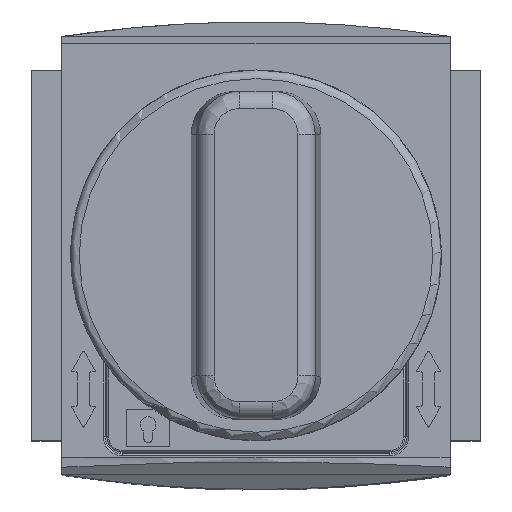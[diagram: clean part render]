
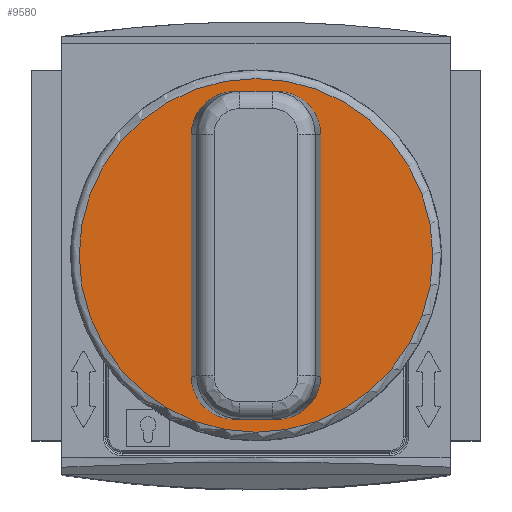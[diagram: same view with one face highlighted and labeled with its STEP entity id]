
A CAD part, top view. The second image highlights one B-rep face of the part: STEP entity #9580.
In plain terms, the highlighted planar face has unit normal (0, 0, 1).
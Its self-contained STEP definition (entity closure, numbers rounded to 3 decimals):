
#9414=CARTESIAN_POINT('',(0.,20.5,40.6));
#9415=VERTEX_POINT('',#9414);
#9416=CARTESIAN_POINT('',(0.,0.,40.6));
#9417=DIRECTION('',(0.0,0.0,-1.0));
#9418=DIRECTION('',(0.0,-1.0,0.0));
#9419=AXIS2_PLACEMENT_3D('',#9416,#9417,#9418);
#9420=CIRCLE('',#9419,20.5);
#9421=EDGE_CURVE('',#9415,#9415,#9420,.T.);
#9502=CARTESIAN_POINT('',(0.,0.,40.6));
#9503=DIRECTION('',(0.0,0.0,-1.0));
#9504=DIRECTION('',(0.0,-1.0,0.0));
#9505=AXIS2_PLACEMENT_3D('',#9502,#9503,#9504);
#9506=PLANE('',#9505);
#9507=ORIENTED_EDGE('',*,*,#9421,.F.);
#9508=EDGE_LOOP('',(#9507));
#9509=FACE_OUTER_BOUND('',#9508,.T.);
#9510=CARTESIAN_POINT('',(2.493,-19.,40.6));
#9511=VERTEX_POINT('',#9510);
#9512=CARTESIAN_POINT('',(-2.493,-19.,40.6));
#9513=VERTEX_POINT('',#9512);
#9514=CARTESIAN_POINT('',(2.493,-19.,40.6));
#9515=DIRECTION('',(-1.0,0.0,0.0));
#9516=VECTOR('',#9515,4.986);
#9517=LINE('',#9514,#9516);
#9518=EDGE_CURVE('',#9511,#9513,#9517,.T.);
#9519=ORIENTED_EDGE('',*,*,#9518,.T.);
#9520=CARTESIAN_POINT('',(-7.5,-14.,40.6));
#9521=VERTEX_POINT('',#9520);
#9522=CARTESIAN_POINT('',(-2.493,-14.,40.6));
#9523=DIRECTION('',(0.0,0.0,-1.0));
#9524=DIRECTION('',(-1.0,0.0,0.0));
#9525=AXIS2_PLACEMENT_3D('',#9522,#9523,#9524);
#9526=ELLIPSE('',#9525,5.007,5.0);
#9527=EDGE_CURVE('',#9521,#9513,#9526,.F.);
#9528=ORIENTED_EDGE('',*,*,#9527,.F.);
#9529=CARTESIAN_POINT('',(-7.5,14.,40.6));
#9530=VERTEX_POINT('',#9529);
#9531=CARTESIAN_POINT('',(-7.5,-14.,40.6));
#9532=DIRECTION('',(0.0,1.0,0.0));
#9533=VECTOR('',#9532,28.);
#9534=LINE('',#9531,#9533);
#9535=EDGE_CURVE('',#9521,#9530,#9534,.T.);
#9536=ORIENTED_EDGE('',*,*,#9535,.T.);
#9537=CARTESIAN_POINT('',(-2.493,19.,40.6));
#9538=VERTEX_POINT('',#9537);
#9539=CARTESIAN_POINT('',(-2.493,14.,40.6));
#9540=DIRECTION('',(0.0,0.0,-1.0));
#9541=DIRECTION('',(-1.0,0.0,0.0));
#9542=AXIS2_PLACEMENT_3D('',#9539,#9540,#9541);
#9543=ELLIPSE('',#9542,5.007,5.0);
#9544=EDGE_CURVE('',#9538,#9530,#9543,.F.);
#9545=ORIENTED_EDGE('',*,*,#9544,.F.);
#9546=CARTESIAN_POINT('',(2.493,19.,40.6));
#9547=VERTEX_POINT('',#9546);
#9548=CARTESIAN_POINT('',(-2.493,19.,40.6));
#9549=DIRECTION('',(1.0,0.0,0.0));
#9550=VECTOR('',#9549,4.986);
#9551=LINE('',#9548,#9550);
#9552=EDGE_CURVE('',#9538,#9547,#9551,.T.);
#9553=ORIENTED_EDGE('',*,*,#9552,.T.);
#9554=CARTESIAN_POINT('',(7.5,14.,40.6));
#9555=VERTEX_POINT('',#9554);
#9556=CARTESIAN_POINT('',(2.493,14.,40.6));
#9557=DIRECTION('',(0.0,0.0,-1.0));
#9558=DIRECTION('',(1.0,0.0,0.0));
#9559=AXIS2_PLACEMENT_3D('',#9556,#9557,#9558);
#9560=ELLIPSE('',#9559,5.007,5.0);
#9561=EDGE_CURVE('',#9555,#9547,#9560,.F.);
#9562=ORIENTED_EDGE('',*,*,#9561,.F.);
#9563=CARTESIAN_POINT('',(7.5,-14.,40.6));
#9564=VERTEX_POINT('',#9563);
#9565=CARTESIAN_POINT('',(7.5,14.,40.6));
#9566=DIRECTION('',(0.0,-1.0,0.0));
#9567=VECTOR('',#9566,28.0);
#9568=LINE('',#9565,#9567);
#9569=EDGE_CURVE('',#9555,#9564,#9568,.T.);
#9570=ORIENTED_EDGE('',*,*,#9569,.T.);
#9571=CARTESIAN_POINT('',(2.493,-14.,40.6));
#9572=DIRECTION('',(0.0,0.0,-1.0));
#9573=DIRECTION('',(1.0,0.0,0.0));
#9574=AXIS2_PLACEMENT_3D('',#9571,#9572,#9573);
#9575=ELLIPSE('',#9574,5.007,5.0);
#9576=EDGE_CURVE('',#9511,#9564,#9575,.F.);
#9577=ORIENTED_EDGE('',*,*,#9576,.F.);
#9578=EDGE_LOOP('',(#9519,#9528,#9536,#9545,#9553,#9562,#9570,#9577));
#9579=FACE_BOUND('',#9578,.T.);
#9580=ADVANCED_FACE('',(#9509,#9579),#9506,.F.);
